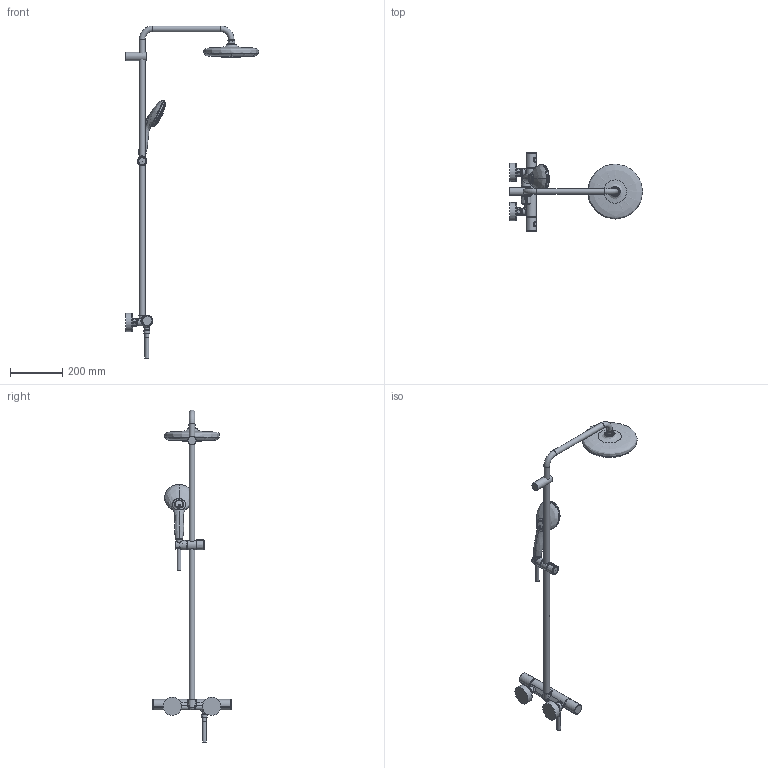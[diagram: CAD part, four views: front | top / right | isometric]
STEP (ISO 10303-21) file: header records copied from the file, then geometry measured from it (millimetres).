
FILE_DESCRIPTION(/* description */ ('Unknown'),/* implementation_level */ '2;1');
FILE_NAME(/* name */ '26302002_4',/* time_stamp */ '2023-04-20T09:04:57+02:00',/* author */ ('Unknown'),/* organization */ ('GROHE AG'),/* preprocessor_version */ 'ST-DEVELOPER v16.7',/* originating_system */ 'DEX',/* authorisation */ $);
FILE_SCHEMA (('AUTOMOTIVE_DESIGN {1 0 10303 214 3 1 1}'));
Products named in the file (1): 26302002_4
Bounding box: 508.73 x 298.65 x 1267.88 mm (x, y, z)
Volume: 77272.2 mm3; surface area: 426345.9 mm2
Topology: 2 solids, 510 shells, 1287 faces, 6503 edges, 5395 vertices
Faces by surface type: bspline 483, cylinder 271, plane 219, torus 199, cone 110, sphere 5
Full cylindrical faces by diameter (mm): 1.3 x7, 2.8 x72, 4 x117, 4.1 x7, 14.3 x1, 14.494 x1, 14.7 x1, 18 x1, 18.3 x1, 18.5 x1, 19 x2, 19.9 x1, 20.955 x1, 22 x3, 22.6 x1, 23 x1, 24 x2, 27 x2, 31.3 x1, 33.4 x2, 36 x3, 40 x2, 70 x2, 100.004 x1
Entity records: 107213 total; most frequent: CARTESIAN_POINT 67492, ORIENTED_EDGE 6363, EDGE_CURVE 5135, VERTEX_POINT 4781, B_SPLINE_CURVE_WITH_KNOTS 3968, DIRECTION 3615, EDGE_LOOP 2638, FACE_BOUND 2638
